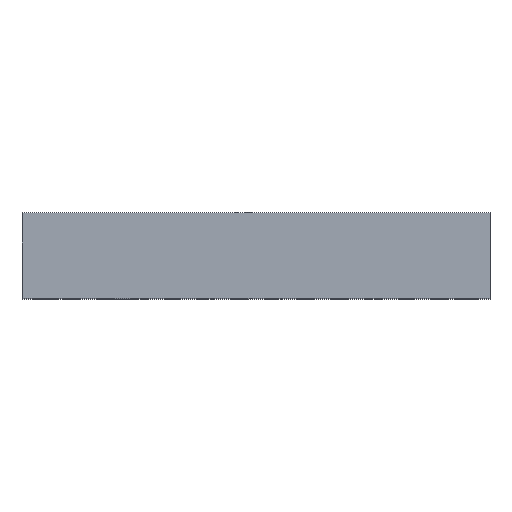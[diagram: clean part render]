
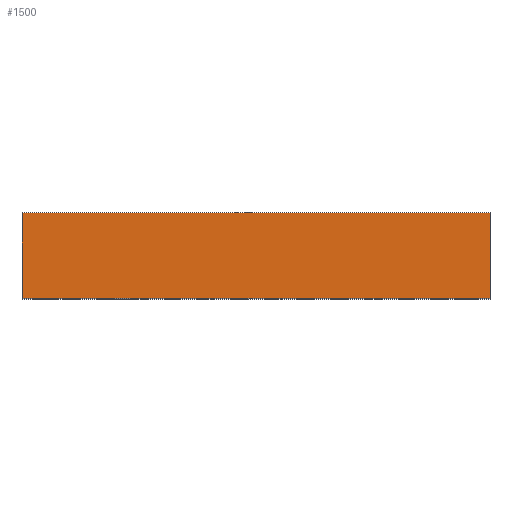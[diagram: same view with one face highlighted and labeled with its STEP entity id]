
A CAD part, top view. The second image highlights one B-rep face of the part: STEP entity #1500.
In plain terms, the highlighted planar face has unit normal (0, 0, 1).
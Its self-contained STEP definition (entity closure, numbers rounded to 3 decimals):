
#109 = ORIENTED_EDGE ( 'NONE', *, *, #7492, .T. ) ;
#1079 = CARTESIAN_POINT ( 'NONE',  ( 3.5, 1.28, 3.5 ) ) ;
#1500 = ADVANCED_FACE ( 'NONE', ( #12140 ), #15010, .F. ) ;
#1606 = LINE ( 'NONE', #11033, #8195 ) ;
#2579 = ORIENTED_EDGE ( 'NONE', *, *, #2983, .F. ) ;
#2881 = CARTESIAN_POINT ( 'NONE',  ( -3.5, 1.28, 3.5 ) ) ;
#2983 = EDGE_CURVE ( 'NONE', #3517, #5295, #7635, .T. ) ;
#3517 = VERTEX_POINT ( 'NONE', #16535 ) ;
#3930 = DIRECTION ( 'NONE',  ( 1., 0., 0. ) ) ;
#4111 = DIRECTION ( 'NONE',  ( -1., 0., 0. ) ) ;
#4145 = DIRECTION ( 'NONE',  ( 0., -1., 0. ) ) ;
#4231 = VERTEX_POINT ( 'NONE', #8303 ) ;
#4658 = VECTOR ( 'NONE', #5405, 1000. ) ;
#5295 = VERTEX_POINT ( 'NONE', #17054 ) ;
#5314 = CARTESIAN_POINT ( 'NONE',  ( -3.5, 0., 3.5 ) ) ;
#5405 = DIRECTION ( 'NONE',  ( 0., -1., 0. ) ) ;
#5700 = AXIS2_PLACEMENT_3D ( 'NONE', #2881, #8069, #4111 ) ;
#5808 = EDGE_CURVE ( 'NONE', #4231, #8000, #6647, .T. ) ;
#6647 = LINE ( 'NONE', #11918, #15818 ) ;
#7492 = EDGE_CURVE ( 'NONE', #8000, #5295, #9480, .T. ) ;
#7635 = LINE ( 'NONE', #1079, #4658 ) ;
#7986 = ORIENTED_EDGE ( 'NONE', *, *, #17078, .F. ) ;
#8000 = VERTEX_POINT ( 'NONE', #16128 ) ;
#8069 = DIRECTION ( 'NONE',  ( 0., 0., -1. ) ) ;
#8195 = VECTOR ( 'NONE', #9913, 1000. ) ;
#8303 = CARTESIAN_POINT ( 'NONE',  ( -3.5, 1.28, 3.5 ) ) ;
#8312 = VECTOR ( 'NONE', #3930, 1000. ) ;
#9480 = LINE ( 'NONE', #5314, #8312 ) ;
#9913 = DIRECTION ( 'NONE',  ( 1., 0., 0. ) ) ;
#11033 = CARTESIAN_POINT ( 'NONE',  ( -3.5, 1.28, 3.5 ) ) ;
#11918 = CARTESIAN_POINT ( 'NONE',  ( -3.5, 1.28, 3.5 ) ) ;
#12140 = FACE_OUTER_BOUND ( 'NONE', #17039, .T. ) ;
#14651 = ORIENTED_EDGE ( 'NONE', *, *, #5808, .T. ) ;
#15010 = PLANE ( 'NONE',  #5700 ) ;
#15818 = VECTOR ( 'NONE', #4145, 1000. ) ;
#16128 = CARTESIAN_POINT ( 'NONE',  ( -3.5, 0., 3.5 ) ) ;
#16535 = CARTESIAN_POINT ( 'NONE',  ( 3.5, 1.28, 3.5 ) ) ;
#17039 = EDGE_LOOP ( 'NONE', ( #109, #2579, #7986, #14651 ) ) ;
#17054 = CARTESIAN_POINT ( 'NONE',  ( 3.5, 0., 3.5 ) ) ;
#17078 = EDGE_CURVE ( 'NONE', #4231, #3517, #1606, .T. ) ;
